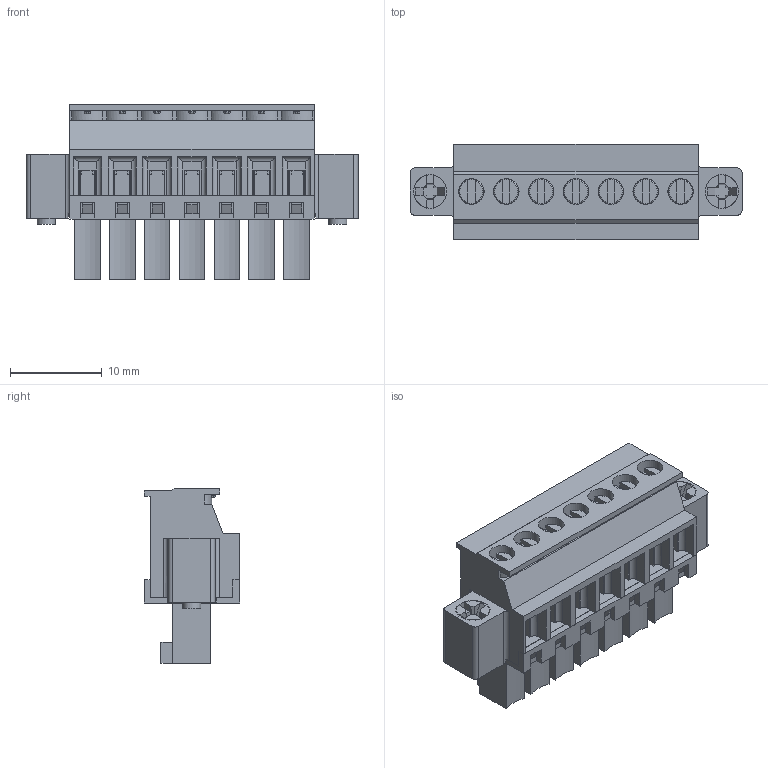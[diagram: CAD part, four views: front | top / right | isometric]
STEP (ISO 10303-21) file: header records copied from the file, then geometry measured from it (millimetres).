
FILE_DESCRIPTION( ( 'Unknown' ), '1' );
FILE_NAME( '691367310007.stp', 'Unknown', ( 'Unknown' ), ( 'Unknown' ), 'PSStep 18.0.17', 'Unknown', ' ' );
FILE_SCHEMA( ( 'AUTOMOTIVE_DESIGN { 1 0 10303 214 1 1 1 1 }' ) );
Length unit declared in the file: millimetre
Products named in the file (7): Assem1; 6913673100xx_VIS; 6913673100xx_CAGE; 6913673100xx; 6913673100xx_VIS FLANGE; 691367310007; 691367310007_CAPOT
Assembly tree (25 placements, depth 2):
  Assem1
    6913673100xx_VIS  x7
    6913673100xx_CAGE  x7
    6913673100xx  x7
    6913673100xx_VIS FLANGE  x2
    691367310007
    691367310007_CAPOT
Bounding box: 36.27 x 10.4 x 19.1 mm (x, y, z)
Volume: 2542.5 mm3; surface area: 7965.4 mm2
Topology: 25 solids, 25 shells, 1578 faces, 4326 edges, 2788 vertices
Faces by surface type: plane 1174, cylinder 347, torus 27, cone 16, sphere 14
Full cylindrical faces by diameter (mm): 1.2 x7, 1.598 x7, 1.75 x7, 1.9 x14, 2 x2, 2.4 x2, 2.5 x2, 2.7 x7, 2.8 x7, 3.65 x2, 3.8 x2
Entity records: 36543 total; most frequent: CARTESIAN_POINT 5393, ORIENTED_EDGE 4990, DIRECTION 4646, EDGE_CURVE 2495, LINE 2172, VECTOR 2172, VERTEX_POINT 1633, AXIS2_PLACEMENT_3D 1237
